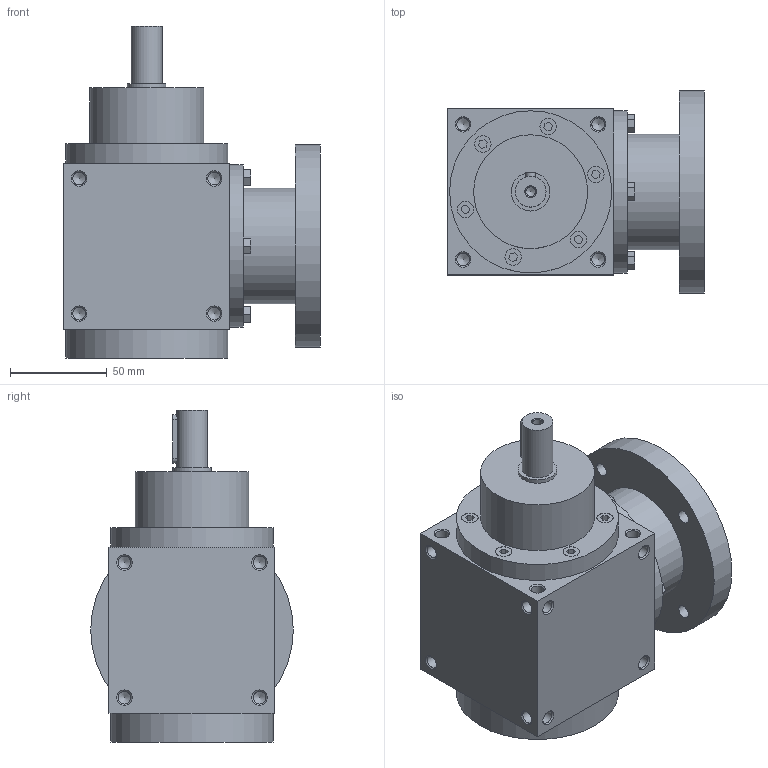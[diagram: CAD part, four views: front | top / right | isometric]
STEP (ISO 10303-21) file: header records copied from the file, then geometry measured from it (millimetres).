
FILE_DESCRIPTION( ( 'STEP AP214' ), '1' );
FILE_NAME( 'MRX86_MS32_R.1_1.5_71_B14.stp', '2018-08-15T12:55:29', ( '' ), ( '' ), ' ', 'PARTsolutions', ' ' );
FILE_SCHEMA( ( 'AUTOMOTIVE_DESIGN { 1 0 10303 214 1 1 1 1 }' ) );
Length unit declared in the file: millimetre
Products named in the file (5): MRX86_MS32_R.1/1.5_71/B14; _MRX86320-case; _MRX86_4-flange; _86-fl_screw; _RC86-shaft
Assembly tree (7 placements, depth 2):
  MRX86_MS32_R.1/1.5_71/B14
    _MRX86320-case
    _MRX86_4-flange
    _86-fl_screw  x4
    _RC86-shaft
Bounding box: 133 x 105 x 172 mm (x, y, z)
Volume: 1049841.6 mm3; surface area: 110915.3 mm2
Topology: 7 solids, 7 shells, 307 faces, 801 edges, 511 vertices
Faces by surface type: plane 154, cylinder 79, cone 74
Full cylindrical faces by diameter (mm): 4.917 x1, 6.647 x48, 7 x4, 8.5 x12, 16 x1, 20 x2, 24 x1, 59 x1, 60 x1, 70 x1, 84 x3, 105 x1
Entity records: 9436 total; most frequent: CARTESIAN_POINT 1298, DIRECTION 1274, ORIENTED_EDGE 1014, AXIS2_PLACEMENT_3D 508, EDGE_CURVE 507, EDGE_LOOP 434, VERTEX_POINT 404, FACE_OUTER_BOUND 341
